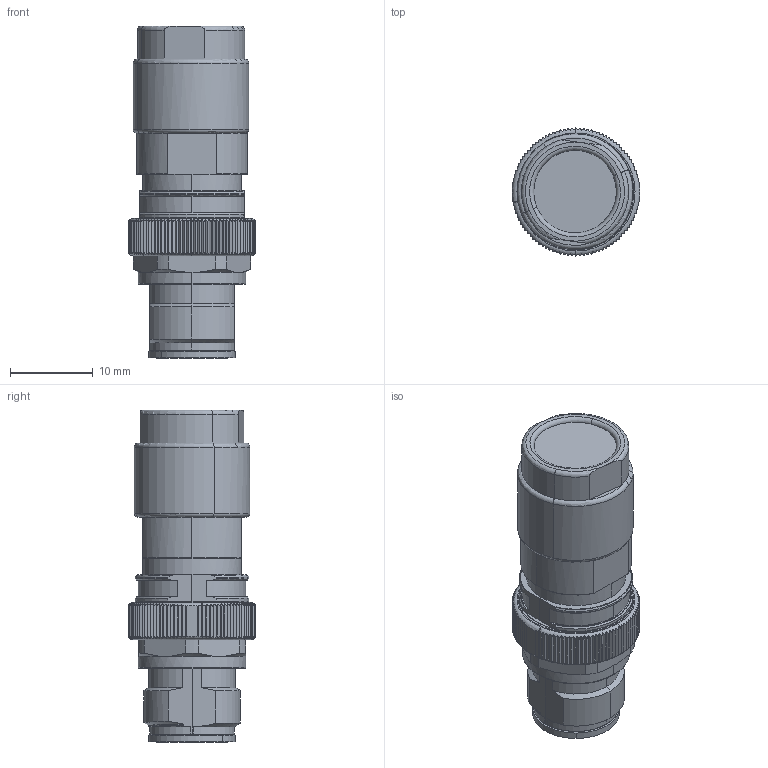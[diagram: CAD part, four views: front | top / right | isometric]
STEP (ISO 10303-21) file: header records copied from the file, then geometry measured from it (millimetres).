
FILE_DESCRIPTION(('CATIA V5 STEP Exchange','CAx-IF Rec.Pracs.--- Model Styling and Organization---1.4--- 2014-01-23'),'2;1');
FILE_NAME ('1104774-2_3', '2019-08-28T07:54:46+00:00', ('none'), ('Weidmueller'), 'CATIA Version 5-6 Release 2016 SP3 HF44', 'CATIA V5 STEP AP214', 'none');
FILE_SCHEMA(('AUTOMOTIVE_DESIGN { 1 0 10303 214 1 1 1 1 }'));
Length unit declared in the file: millimetre
Products named in the file (1): 2664810000
Bounding box: 15.43 x 15.5 x 40.22 mm (x, y, z)
Volume: 4851.6 mm3; surface area: 3171.6 mm2
Topology: 1 solids, 5 shells, 563 faces, 1579 edges, 1033 vertices
Faces by surface type: plane 312, cylinder 108, cone 50, torus 38, bspline 35, sphere 20
Entity records: 20583 total; most frequent: CARTESIAN_POINT 7666, ORIENTED_EDGE 3126, DIRECTION 1905, EDGE_CURVE 1563, VERTEX_POINT 1033, AXIS2_PLACEMENT_3D 811, B_SPLINE_CURVE_WITH_KNOTS 682, EDGE_LOOP 594
